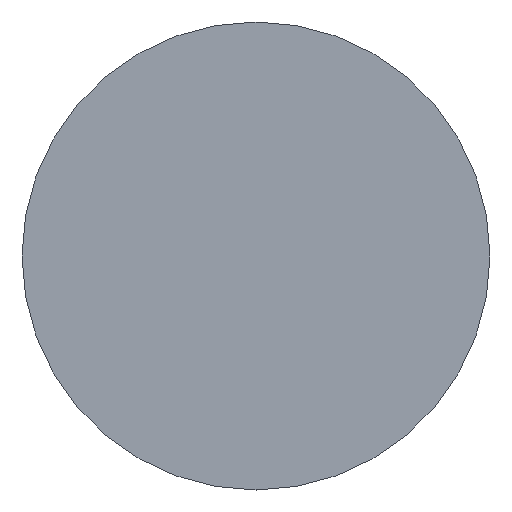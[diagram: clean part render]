
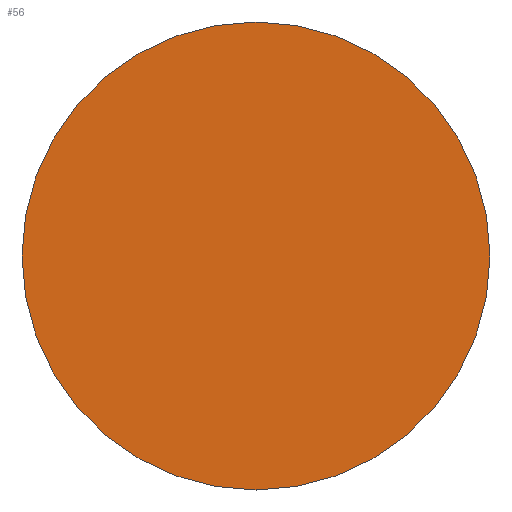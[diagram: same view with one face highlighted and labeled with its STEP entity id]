
A CAD part, front view. The second image highlights one B-rep face of the part: STEP entity #56.
In plain terms, the highlighted planar face has unit normal (0, -1, 0).
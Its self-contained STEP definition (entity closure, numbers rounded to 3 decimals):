
#6 = DIRECTION ( 'NONE',  ( 0., 1., 0. ) ) ;
#11 = EDGE_LOOP ( 'NONE', ( #147, #70 ) ) ;
#14 = CIRCLE ( 'NONE', #195, 15. ) ;
#24 = AXIS2_PLACEMENT_3D ( 'NONE', #181, #74, #162 ) ;
#30 = CARTESIAN_POINT ( 'NONE',  ( 0., 0., -15. ) ) ;
#56 = ADVANCED_FACE ( 'NONE', ( #119 ), #160, .T. ) ;
#60 = AXIS2_PLACEMENT_3D ( 'NONE', #188, #107, #122 ) ;
#70 = ORIENTED_EDGE ( 'NONE', *, *, #198, .F. ) ;
#73 = VERTEX_POINT ( 'NONE', #30 ) ;
#74 = DIRECTION ( 'NONE',  ( 0., -1., 0. ) ) ;
#83 = CIRCLE ( 'NONE', #60, 15. ) ;
#106 = CARTESIAN_POINT ( 'NONE',  ( 0., 0., 15. ) ) ;
#107 = DIRECTION ( 'NONE',  ( 0., 1., 0. ) ) ;
#113 = DIRECTION ( 'NONE',  ( 0., 0., 1. ) ) ;
#119 = FACE_OUTER_BOUND ( 'NONE', #11, .T. ) ;
#122 = DIRECTION ( 'NONE',  ( 0., 0., 1. ) ) ;
#124 = EDGE_CURVE ( 'NONE', #161, #73, #83, .T. ) ;
#127 = CARTESIAN_POINT ( 'NONE',  ( 0., 0., 0. ) ) ;
#147 = ORIENTED_EDGE ( 'NONE', *, *, #124, .F. ) ;
#160 = PLANE ( 'NONE',  #24 ) ;
#161 = VERTEX_POINT ( 'NONE', #106 ) ;
#162 = DIRECTION ( 'NONE',  ( 0., 0., -1. ) ) ;
#181 = CARTESIAN_POINT ( 'NONE',  ( 0., 0., 0. ) ) ;
#188 = CARTESIAN_POINT ( 'NONE',  ( 0., 0., 0. ) ) ;
#195 = AXIS2_PLACEMENT_3D ( 'NONE', #127, #6, #113 ) ;
#198 = EDGE_CURVE ( 'NONE', #73, #161, #14, .T. ) ;
